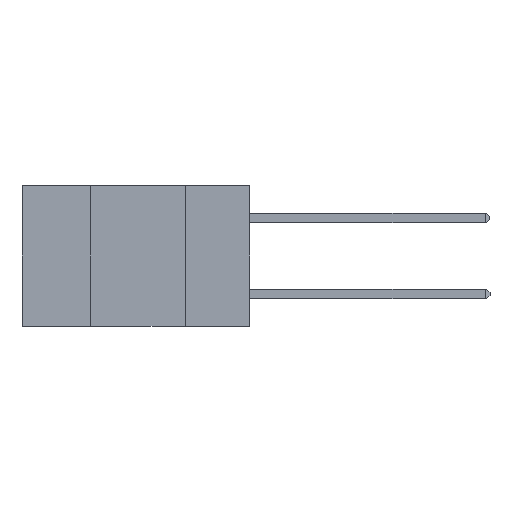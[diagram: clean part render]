
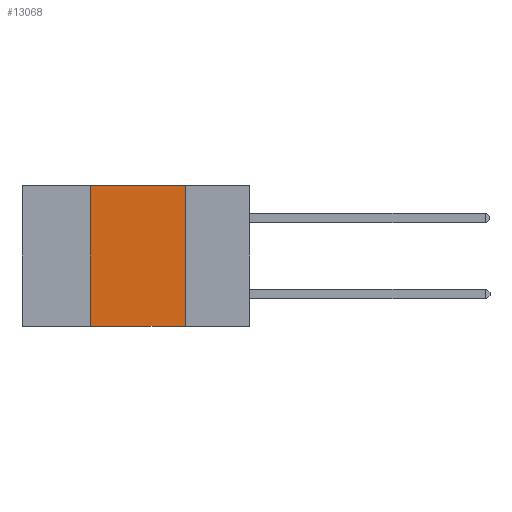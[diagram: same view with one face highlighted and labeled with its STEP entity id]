
A CAD part, left-side view. The second image highlights one B-rep face of the part: STEP entity #13068.
In plain terms, the highlighted planar face has unit normal (-1, 0, 0).
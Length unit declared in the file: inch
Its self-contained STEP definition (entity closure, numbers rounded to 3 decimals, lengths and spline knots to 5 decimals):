
#157 = CARTESIAN_POINT ( 'NONE',  ( 0., 0.6, -0.37 ) ) ;
#338 = CARTESIAN_POINT ( 'NONE',  ( 0., 0.6, 0. ) ) ;
#763 = VERTEX_POINT ( 'NONE', #3902 ) ;
#1802 = DIRECTION ( 'NONE',  ( 0., -1., 0. ) ) ;
#1956 = LINE ( 'NONE', #157, #16878 ) ;
#1995 = LINE ( 'NONE', #338, #12620 ) ;
#3653 = LINE ( 'NONE', #8803, #6588 ) ;
#3811 = CARTESIAN_POINT ( 'NONE',  ( 0., 0.6, 0. ) ) ;
#3902 = CARTESIAN_POINT ( 'NONE',  ( 0., 0.17, 0. ) ) ;
#4018 = ORIENTED_EDGE ( 'NONE', *, *, #16474, .T. ) ;
#4043 = CARTESIAN_POINT ( 'NONE',  ( 0., 0.42, 0. ) ) ;
#4063 = EDGE_CURVE ( 'NONE', #763, #16547, #3653, .T. ) ;
#5289 = DIRECTION ( 'NONE',  ( 0., 0., -1. ) ) ;
#5767 = EDGE_CURVE ( 'NONE', #12351, #7182, #15413, .T. ) ;
#6074 = ORIENTED_EDGE ( 'NONE', *, *, #4063, .F. ) ;
#6216 = CARTESIAN_POINT ( 'NONE',  ( 0., 0.17, -0.37 ) ) ;
#6588 = VECTOR ( 'NONE', #16078, 39.37008 ) ;
#7182 = VERTEX_POINT ( 'NONE', #4043 ) ;
#8421 = DIRECTION ( 'NONE',  ( 0., 0., 1. ) ) ;
#8432 = AXIS2_PLACEMENT_3D ( 'NONE', #3811, #13953, #5289 ) ;
#8480 = CARTESIAN_POINT ( 'NONE',  ( 0., 0.42, 0. ) ) ;
#8617 = VECTOR ( 'NONE', #8421, 39.37008 ) ;
#8803 = CARTESIAN_POINT ( 'NONE',  ( 0., 0.17, 0. ) ) ;
#12351 = VERTEX_POINT ( 'NONE', #13193 ) ;
#12620 = VECTOR ( 'NONE', #1802, 39.37008 ) ;
#12857 = ORIENTED_EDGE ( 'NONE', *, *, #17794, .F. ) ;
#13068 = ADVANCED_FACE ( 'NONE', ( #16887 ), #18231, .F. ) ;
#13193 = CARTESIAN_POINT ( 'NONE',  ( 0., 0.42, -0.37 ) ) ;
#13953 = DIRECTION ( 'NONE',  ( 1., 0., 0. ) ) ;
#14709 = ORIENTED_EDGE ( 'NONE', *, *, #5767, .F. ) ;
#14746 = DIRECTION ( 'NONE',  ( 0., -1., 0. ) ) ;
#15413 = LINE ( 'NONE', #8480, #8617 ) ;
#16078 = DIRECTION ( 'NONE',  ( 0., 0., -1. ) ) ;
#16474 = EDGE_CURVE ( 'NONE', #12351, #16547, #1956, .T. ) ;
#16547 = VERTEX_POINT ( 'NONE', #6216 ) ;
#16878 = VECTOR ( 'NONE', #14746, 39.37008 ) ;
#16887 = FACE_OUTER_BOUND ( 'NONE', #17179, .T. ) ;
#17179 = EDGE_LOOP ( 'NONE', ( #6074, #12857, #14709, #4018 ) ) ;
#17794 = EDGE_CURVE ( 'NONE', #7182, #763, #1995, .T. ) ;
#18231 = PLANE ( 'NONE',  #8432 ) ;
